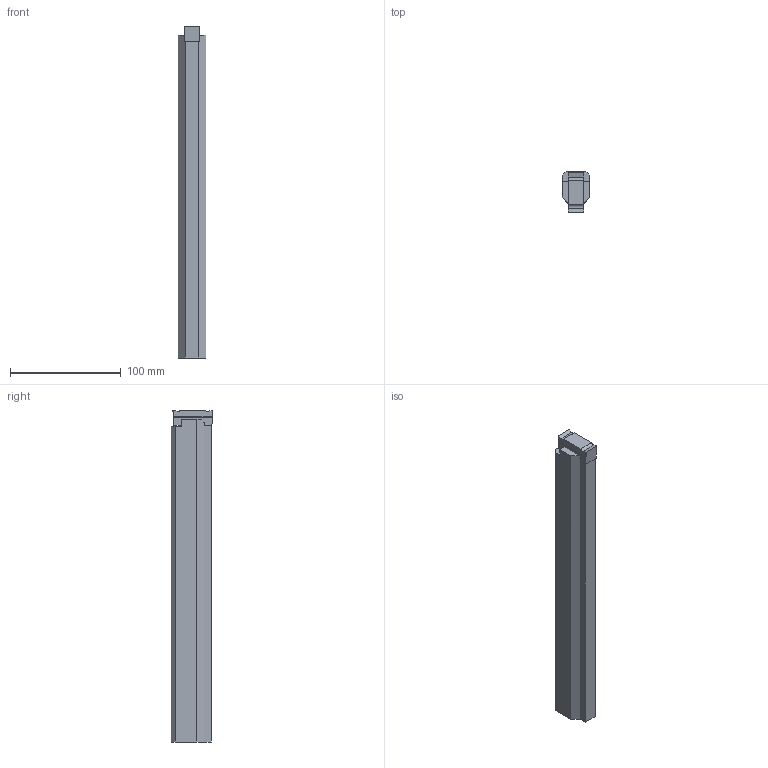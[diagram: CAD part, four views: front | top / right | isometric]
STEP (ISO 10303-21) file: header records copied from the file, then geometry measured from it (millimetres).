
FILE_DESCRIPTION(/* description */ (''),/* implementation_level */ '2;1');
FILE_NAME(/* name */ 'PHZ_2_3625_14_SIM.stp',/* time_stamp */ '2019-09-27T10:37:53+02:00',/* author */ (''),/* organization */ (''),/* preprocessor_version */ 'ST-DEVELOPER v16.7',/* originating_system */ 'SIEMENS PLM Software NX 12.0',/* authorisation */ '');
FILE_SCHEMA (('AUTOMOTIVE_DESIGN { 1 0 10303 214 3 1 1 1 }'));
Length unit declared in the file: millimetre
Products named in the file (1): fo341530CCCFh6oy
Bounding box: 25 x 37.5 x 300.1 mm (x, y, z)
Volume: 227799.6 mm3; surface area: 35917.5 mm2
Topology: 2 solids, 2 shells, 38 faces, 102 edges, 68 vertices
Faces by surface type: plane 34, cylinder 4
Entity records: 1283 total; most frequent: CARTESIAN_POINT 209, ORIENTED_EDGE 204, DIRECTION 192, EDGE_CURVE 102, LINE 90, VECTOR 90, VERTEX_POINT 68, AXIS2_PLACEMENT_3D 51
